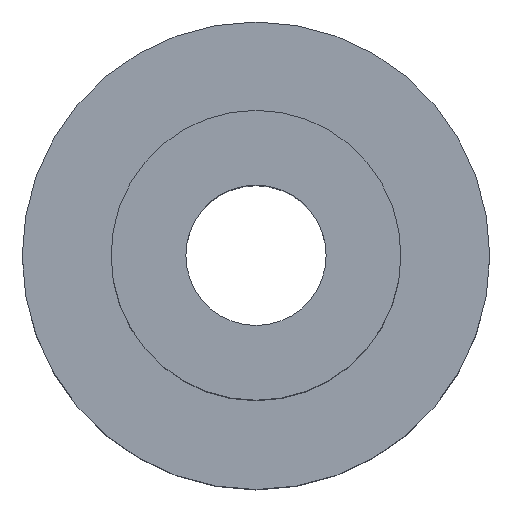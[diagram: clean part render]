
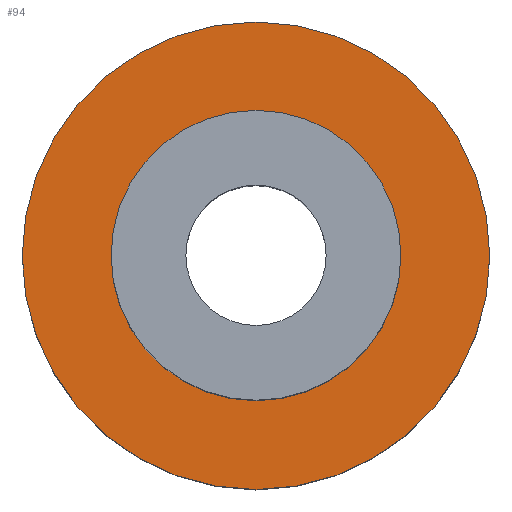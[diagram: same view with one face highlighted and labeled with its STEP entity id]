
A CAD part, top view. The second image highlights one B-rep face of the part: STEP entity #94.
In plain terms, the highlighted planar face has unit normal (0, 0, 1).
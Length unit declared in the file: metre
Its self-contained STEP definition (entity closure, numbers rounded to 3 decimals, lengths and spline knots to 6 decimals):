
#12=PLANE('',#119);
#20=ORIENTED_EDGE('',*,*,#36,.F.);
#21=ORIENTED_EDGE('',*,*,#34,.T.);
#34=EDGE_CURVE('',#42,#42,#50,.T.);
#36=EDGE_CURVE('',#44,#44,#52,.T.);
#42=VERTEX_POINT('',#171);
#44=VERTEX_POINT('',#176);
#50=CIRCLE('',#117,0.005);
#52=CIRCLE('',#120,0.0031);
#60=EDGE_LOOP('',(#20));
#61=EDGE_LOOP('',(#21));
#76=FACE_BOUND('',#60,.T.);
#77=FACE_BOUND('',#61,.T.);
#94=ADVANCED_FACE('',(#76,#77),#12,.T.);
#117=AXIS2_PLACEMENT_3D('',#170,#139,#140);
#119=AXIS2_PLACEMENT_3D('',#174,#143,#144);
#120=AXIS2_PLACEMENT_3D('',#175,#145,#146);
#139=DIRECTION('',(0.,0.,1.));
#140=DIRECTION('',(1.,0.,0.));
#143=DIRECTION('',(0.,0.,1.));
#144=DIRECTION('',(1.,0.,0.));
#145=DIRECTION('',(0.,0.,1.));
#146=DIRECTION('',(1.,0.,0.));
#170=CARTESIAN_POINT('',(0.,0.,0.005));
#171=CARTESIAN_POINT('',(0.005,0.,0.005));
#174=CARTESIAN_POINT('',(0.,0.,0.005));
#175=CARTESIAN_POINT('',(0.,0.,0.005));
#176=CARTESIAN_POINT('',(0.0031,0.,0.005));
